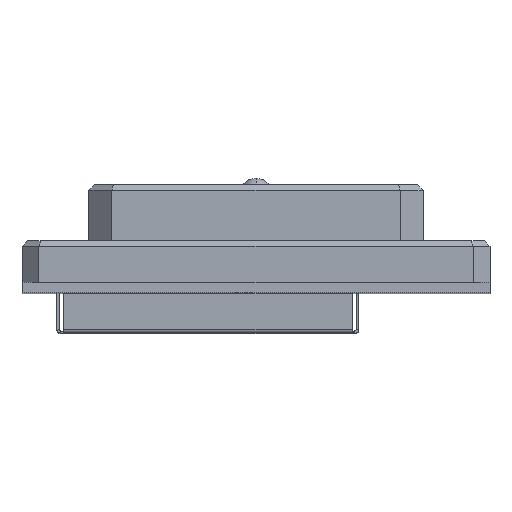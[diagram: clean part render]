
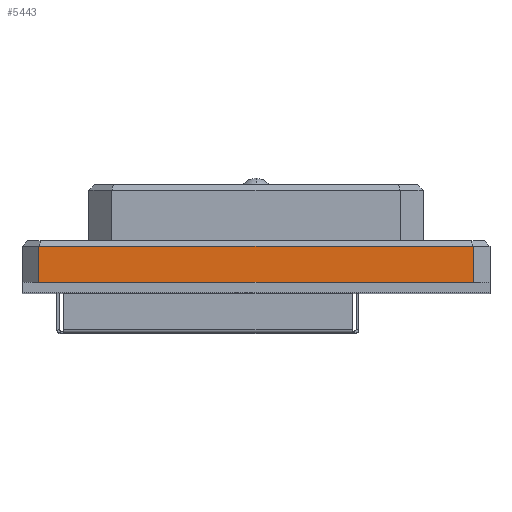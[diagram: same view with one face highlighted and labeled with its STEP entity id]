
A CAD part, top view. The second image highlights one B-rep face of the part: STEP entity #5443.
In plain terms, the highlighted planar face has unit normal (0, 0, 1).
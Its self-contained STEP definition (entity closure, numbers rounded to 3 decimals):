
#1303 = LINE ( 'NONE', #5415, #19792 ) ;
#1358 = LINE ( 'NONE', #1559, #1943 ) ;
#1559 = CARTESIAN_POINT ( 'NONE',  ( -17.5, -3.1, 17.5 ) ) ;
#1943 = VECTOR ( 'NONE', #17675, 1000. ) ;
#3362 = VERTEX_POINT ( 'NONE', #3430 ) ;
#3430 = CARTESIAN_POINT ( 'NONE',  ( 16.24, -3.1, 17.5 ) ) ;
#5297 = EDGE_CURVE ( 'NONE', #3362, #16610, #9818, .T. ) ;
#5415 = CARTESIAN_POINT ( 'NONE',  ( -16.24, -59.897, 17.5 ) ) ;
#5443 = ADVANCED_FACE ( 'NONE', ( #19931 ), #12039, .F. ) ;
#5663 = VERTEX_POINT ( 'NONE', #7814 ) ;
#7814 = CARTESIAN_POINT ( 'NONE',  ( -16.24, -3.1, 17.5 ) ) ;
#8185 = AXIS2_PLACEMENT_3D ( 'NONE', #17789, #8791, #15819 ) ;
#8791 = DIRECTION ( 'NONE',  ( 0., 0., -1. ) ) ;
#8966 = VERTEX_POINT ( 'NONE', #12547 ) ;
#9564 = CARTESIAN_POINT ( 'NONE',  ( 16.24, -59.897, 17.5 ) ) ;
#9818 = LINE ( 'NONE', #9564, #22164 ) ;
#10208 = CARTESIAN_POINT ( 'NONE',  ( 16.24, -0.4, 17.5 ) ) ;
#10545 = DIRECTION ( 'NONE',  ( 0., -1., 0. ) ) ;
#12039 = PLANE ( 'NONE',  #8185 ) ;
#12547 = CARTESIAN_POINT ( 'NONE',  ( -16.24, -0.4, 17.5 ) ) ;
#12758 = LINE ( 'NONE', #22598, #13290 ) ;
#12908 = ORIENTED_EDGE ( 'NONE', *, *, #15339, .T. ) ;
#13290 = VECTOR ( 'NONE', #15245, 1000. ) ;
#13711 = EDGE_CURVE ( 'NONE', #8966, #5663, #1303, .T. ) ;
#14619 = EDGE_LOOP ( 'NONE', ( #16601, #17640, #16488, #12908 ) ) ;
#15027 = DIRECTION ( 'NONE',  ( 0., 1., 0. ) ) ;
#15245 = DIRECTION ( 'NONE',  ( -1., 0., 0. ) ) ;
#15339 = EDGE_CURVE ( 'NONE', #5663, #3362, #1358, .T. ) ;
#15819 = DIRECTION ( 'NONE',  ( 0., -1., 0. ) ) ;
#16218 = EDGE_CURVE ( 'NONE', #16610, #8966, #12758, .T. ) ;
#16488 = ORIENTED_EDGE ( 'NONE', *, *, #13711, .T. ) ;
#16601 = ORIENTED_EDGE ( 'NONE', *, *, #5297, .T. ) ;
#16610 = VERTEX_POINT ( 'NONE', #10208 ) ;
#17640 = ORIENTED_EDGE ( 'NONE', *, *, #16218, .T. ) ;
#17675 = DIRECTION ( 'NONE',  ( 1., 0., 0. ) ) ;
#17789 = CARTESIAN_POINT ( 'NONE',  ( -17.5, -59.897, 17.5 ) ) ;
#19792 = VECTOR ( 'NONE', #10545, 1000. ) ;
#19931 = FACE_OUTER_BOUND ( 'NONE', #14619, .T. ) ;
#22164 = VECTOR ( 'NONE', #15027, 1000. ) ;
#22598 = CARTESIAN_POINT ( 'NONE',  ( -16.24, -0.4, 17.5 ) ) ;
